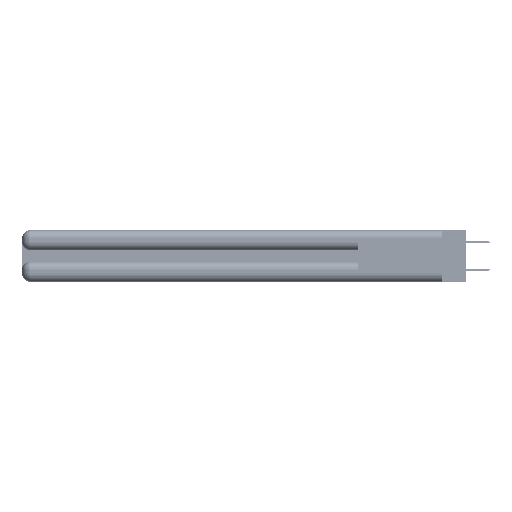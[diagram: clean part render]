
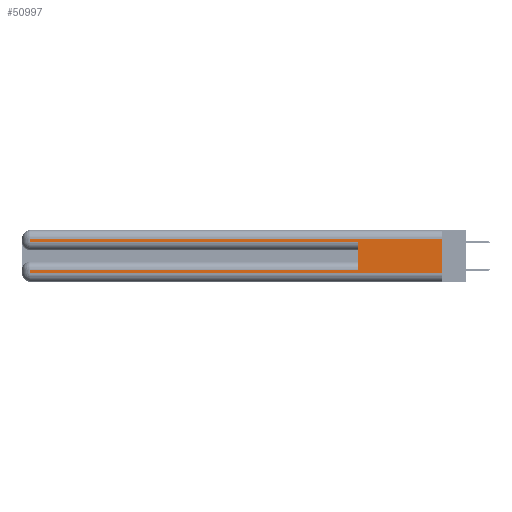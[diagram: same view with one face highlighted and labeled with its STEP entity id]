
A CAD part, left-side view. The second image highlights one B-rep face of the part: STEP entity #50997.
In plain terms, the highlighted planar face has unit normal (-1, 0, 0).
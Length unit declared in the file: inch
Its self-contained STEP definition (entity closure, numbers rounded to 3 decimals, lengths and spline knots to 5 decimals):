
#728 = VECTOR ( 'NONE', #12436, 39.37008 ) ;
#4393 = EDGE_CURVE ( 'NONE', #24402, #38078, #50741, .T. ) ;
#5428 = CARTESIAN_POINT ( 'NONE',  ( 0., 0., 0.06 ) ) ;
#5543 = EDGE_LOOP ( 'NONE', ( #39774, #47185, #51180, #8216, #49820, #17072, #5714, #35762 ) ) ;
#5563 = PLANE ( 'NONE',  #54449 ) ;
#5714 = ORIENTED_EDGE ( 'NONE', *, *, #19034, .T. ) ;
#6921 = CARTESIAN_POINT ( 'NONE',  ( 0., 0.6, 0.145 ) ) ;
#7525 = VERTEX_POINT ( 'NONE', #7643 ) ;
#7643 = CARTESIAN_POINT ( 'NONE',  ( 0., 0.6, 0.085 ) ) ;
#8136 = CARTESIAN_POINT ( 'NONE',  ( 0., 0., 0.37 ) ) ;
#8216 = ORIENTED_EDGE ( 'NONE', *, *, #42670, .T. ) ;
#8453 = DIRECTION ( 'NONE',  ( 0., 1., 0. ) ) ;
#8845 = VERTEX_POINT ( 'NONE', #32234 ) ;
#9048 = EDGE_CURVE ( 'NONE', #35651, #46320, #32100, .T. ) ;
#9139 = DIRECTION ( 'NONE',  ( 0., 0., -1. ) ) ;
#9365 = VECTOR ( 'NONE', #23171, 39.37008 ) ;
#9766 = VERTEX_POINT ( 'NONE', #28761 ) ;
#10553 = CARTESIAN_POINT ( 'NONE',  ( 0., 2.94, 0.31 ) ) ;
#10740 = DIRECTION ( 'NONE',  ( 0., 1., 0. ) ) ;
#12436 = DIRECTION ( 'NONE',  ( 0., 0., -1. ) ) ;
#13643 = VERTEX_POINT ( 'NONE', #15833 ) ;
#14170 = CARTESIAN_POINT ( 'NONE',  ( 0., 0., 0.37 ) ) ;
#15756 = CARTESIAN_POINT ( 'NONE',  ( 0., 2.94, 0.285 ) ) ;
#15833 = CARTESIAN_POINT ( 'NONE',  ( 0., 2.94, 0.085 ) ) ;
#17072 = ORIENTED_EDGE ( 'NONE', *, *, #41940, .T. ) ;
#17362 = FACE_OUTER_BOUND ( 'NONE', #5543, .T. ) ;
#18866 = CARTESIAN_POINT ( 'NONE',  ( 0., 2.94, 0.37 ) ) ;
#19034 = EDGE_CURVE ( 'NONE', #13643, #8845, #54841, .T. ) ;
#19670 = LINE ( 'NONE', #30931, #42398 ) ;
#22765 = DIRECTION ( 'NONE',  ( 1., 0., 0. ) ) ;
#23171 = DIRECTION ( 'NONE',  ( 0., 0., -1. ) ) ;
#24402 = VERTEX_POINT ( 'NONE', #10553 ) ;
#24437 = EDGE_CURVE ( 'NONE', #35651, #24402, #27942, .T. ) ;
#25263 = LINE ( 'NONE', #51426, #50003 ) ;
#25307 = VECTOR ( 'NONE', #9139, 39.37008 ) ;
#27139 = VECTOR ( 'NONE', #42943, 39.37008 ) ;
#27942 = LINE ( 'NONE', #40439, #49388 ) ;
#28761 = CARTESIAN_POINT ( 'NONE',  ( 0., 0.6, 0.285 ) ) ;
#29800 = LINE ( 'NONE', #30023, #27139 ) ;
#30023 = CARTESIAN_POINT ( 'NONE',  ( 0., 0., 0.285 ) ) ;
#30589 = CARTESIAN_POINT ( 'NONE',  ( 0., 2.94, 0.37 ) ) ;
#30931 = CARTESIAN_POINT ( 'NONE',  ( 0., 0., 0.06 ) ) ;
#32100 = LINE ( 'NONE', #8136, #728 ) ;
#32232 = LINE ( 'NONE', #6921, #53645 ) ;
#32234 = CARTESIAN_POINT ( 'NONE',  ( 0., 2.94, 0.06 ) ) ;
#32485 = DIRECTION ( 'NONE',  ( 0., 0., 1. ) ) ;
#35093 = EDGE_CURVE ( 'NONE', #7525, #9766, #32232, .T. ) ;
#35199 = DIRECTION ( 'NONE',  ( 0., -1., 0. ) ) ;
#35651 = VERTEX_POINT ( 'NONE', #49307 ) ;
#35762 = ORIENTED_EDGE ( 'NONE', *, *, #37234, .T. ) ;
#37234 = EDGE_CURVE ( 'NONE', #8845, #46320, #19670, .T. ) ;
#38078 = VERTEX_POINT ( 'NONE', #15756 ) ;
#39774 = ORIENTED_EDGE ( 'NONE', *, *, #9048, .F. ) ;
#40439 = CARTESIAN_POINT ( 'NONE',  ( 0., 0., 0.31 ) ) ;
#41940 = EDGE_CURVE ( 'NONE', #7525, #13643, #25263, .T. ) ;
#42398 = VECTOR ( 'NONE', #35199, 39.37008 ) ;
#42670 = EDGE_CURVE ( 'NONE', #38078, #9766, #29800, .T. ) ;
#42943 = DIRECTION ( 'NONE',  ( 0., -1., 0. ) ) ;
#46320 = VERTEX_POINT ( 'NONE', #5428 ) ;
#47185 = ORIENTED_EDGE ( 'NONE', *, *, #24437, .T. ) ;
#49307 = CARTESIAN_POINT ( 'NONE',  ( 0., 0., 0.31 ) ) ;
#49388 = VECTOR ( 'NONE', #10740, 39.37008 ) ;
#49820 = ORIENTED_EDGE ( 'NONE', *, *, #35093, .F. ) ;
#50003 = VECTOR ( 'NONE', #8453, 39.37008 ) ;
#50741 = LINE ( 'NONE', #30589, #25307 ) ;
#50997 = ADVANCED_FACE ( 'NONE', ( #17362 ), #5563, .F. ) ;
#51180 = ORIENTED_EDGE ( 'NONE', *, *, #4393, .T. ) ;
#51426 = CARTESIAN_POINT ( 'NONE',  ( 0., 0., 0.085 ) ) ;
#52657 = DIRECTION ( 'NONE',  ( 0., 0., -1. ) ) ;
#53645 = VECTOR ( 'NONE', #32485, 39.37008 ) ;
#54449 = AXIS2_PLACEMENT_3D ( 'NONE', #14170, #22765, #52657 ) ;
#54841 = LINE ( 'NONE', #18866, #9365 ) ;
